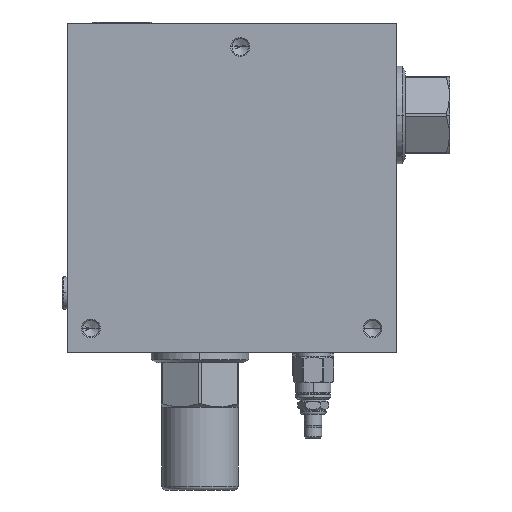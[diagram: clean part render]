
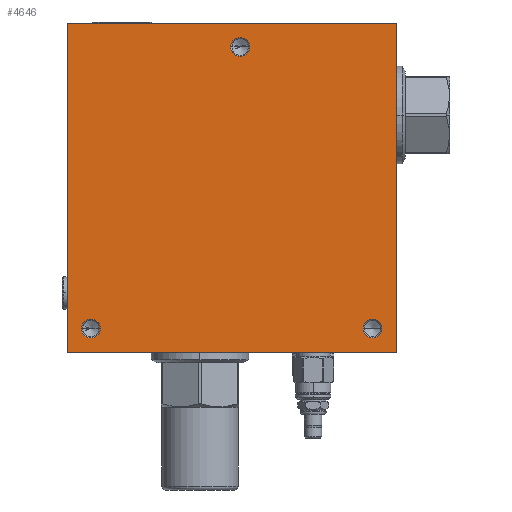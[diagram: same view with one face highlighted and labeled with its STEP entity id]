
A CAD part, left-side view. The second image highlights one B-rep face of the part: STEP entity #4646.
In plain terms, the highlighted planar face has unit normal (-1, 0, 0).
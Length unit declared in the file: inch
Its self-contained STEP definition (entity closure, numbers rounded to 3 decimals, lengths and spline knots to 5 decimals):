
#1=DIRECTION('',(0.,-1.,0.));
#2=VECTOR('',#1,6.938);
#3=CARTESIAN_POINT('',(0.,0.,0.));
#4=LINE('',#3,#2);
#47=DIRECTION('',(0.,0.,1.));
#48=VECTOR('',#47,6.938);
#49=CARTESIAN_POINT('',(0.,0.,0.));
#50=LINE('',#49,#48);
#51=CARTESIAN_POINT('',(0.,-3.649,6.438));
#52=DIRECTION('',(1.,0.,0.));
#53=DIRECTION('',(0.,1.,0.));
#54=AXIS2_PLACEMENT_3D('',#51,#52,#53);
#56=CARTESIAN_POINT('',(0.,-3.649,6.438));
#57=DIRECTION('',(1.,0.,0.));
#58=DIRECTION('',(0.,-1.,0.));
#59=AXIS2_PLACEMENT_3D('',#56,#57,#58);
#61=CARTESIAN_POINT('',(0.,-6.438,0.5));
#62=DIRECTION('',(1.,0.,0.));
#63=DIRECTION('',(0.,1.,0.));
#64=AXIS2_PLACEMENT_3D('',#61,#62,#63);
#66=CARTESIAN_POINT('',(0.,-6.438,0.5));
#67=DIRECTION('',(1.,0.,0.));
#68=DIRECTION('',(0.,-1.,0.));
#69=AXIS2_PLACEMENT_3D('',#66,#67,#68);
#71=CARTESIAN_POINT('',(0.,-0.5,0.5));
#72=DIRECTION('',(1.,0.,0.));
#73=DIRECTION('',(0.,1.,0.));
#74=AXIS2_PLACEMENT_3D('',#71,#72,#73);
#76=CARTESIAN_POINT('',(0.,-0.5,0.5));
#77=DIRECTION('',(1.,0.,0.));
#78=DIRECTION('',(0.,-1.,0.));
#79=AXIS2_PLACEMENT_3D('',#76,#77,#78);
#139=DIRECTION('',(0.,0.,1.));
#140=VECTOR('',#139,6.938);
#141=CARTESIAN_POINT('',(0.,-6.938,0.));
#142=LINE('',#141,#140);
#163=DIRECTION('',(0.,-1.,0.));
#164=VECTOR('',#163,6.938);
#165=CARTESIAN_POINT('',(0.,0.,6.938));
#166=LINE('',#165,#164);
#3997=CARTESIAN_POINT('',(0.,0.,0.));
#3998=CARTESIAN_POINT('',(0.,-6.938,0.));
#3999=VERTEX_POINT('',#3997);
#4000=VERTEX_POINT('',#3998);
#4005=CARTESIAN_POINT('',(0.,0.,6.938));
#4006=CARTESIAN_POINT('',(0.,-6.938,6.938));
#4007=VERTEX_POINT('',#4005);
#4008=VERTEX_POINT('',#4006);
#4474=CARTESIAN_POINT('',(0.,-3.4505,6.438));
#4476=VERTEX_POINT('',#4474);
#4478=CARTESIAN_POINT('',(0.,-3.8475,6.438));
#4480=VERTEX_POINT('',#4478);
#4488=CARTESIAN_POINT('',(0.,-6.2395,0.5));
#4490=VERTEX_POINT('',#4488);
#4492=CARTESIAN_POINT('',(0.,-6.6365,0.5));
#4494=VERTEX_POINT('',#4492);
#4502=CARTESIAN_POINT('',(0.,-0.3015,0.5));
#4504=VERTEX_POINT('',#4502);
#4506=CARTESIAN_POINT('',(0.,-0.6985,0.5));
#4508=VERTEX_POINT('',#4506);
#4614=CARTESIAN_POINT('',(0.,0.,0.));
#4615=DIRECTION('',(-1.,0.,0.));
#4616=DIRECTION('',(0.,-1.,0.));
#4617=AXIS2_PLACEMENT_3D('',#4614,#4615,#4616);
#4618=PLANE('',#4617);
#4619=ORIENTED_EDGE('',*,*,#4585,.F.);
#4621=ORIENTED_EDGE('',*,*,#4620,.T.);
#4623=ORIENTED_EDGE('',*,*,#4622,.T.);
#4625=ORIENTED_EDGE('',*,*,#4624,.F.);
#4626=EDGE_LOOP('',(#4619,#4621,#4623,#4625));
#4627=FACE_OUTER_BOUND('',#4626,.F.);
#4629=ORIENTED_EDGE('',*,*,#4628,.F.);
#4631=ORIENTED_EDGE('',*,*,#4630,.F.);
#4632=EDGE_LOOP('',(#4629,#4631));
#4633=FACE_BOUND('',#4632,.F.);
#4635=ORIENTED_EDGE('',*,*,#4634,.F.);
#4637=ORIENTED_EDGE('',*,*,#4636,.F.);
#4638=EDGE_LOOP('',(#4635,#4637));
#4639=FACE_BOUND('',#4638,.F.);
#4641=ORIENTED_EDGE('',*,*,#4640,.F.);
#4643=ORIENTED_EDGE('',*,*,#4642,.F.);
#4644=EDGE_LOOP('',(#4641,#4643));
#4645=FACE_BOUND('',#4644,.F.);
#4646=ADVANCED_FACE('',(#4627,#4633,#4639,#4645),#4618,.T.);
#55=CIRCLE('',#54,0.1985);
#60=CIRCLE('',#59,0.1985);
#65=CIRCLE('',#64,0.1985);
#70=CIRCLE('',#69,0.1985);
#75=CIRCLE('',#74,0.1985);
#80=CIRCLE('',#79,0.1985);
#4585=EDGE_CURVE('',#3999,#4000,#4,.T.);
#4620=EDGE_CURVE('',#3999,#4007,#50,.T.);
#4622=EDGE_CURVE('',#4007,#4008,#166,.T.);
#4624=EDGE_CURVE('',#4000,#4008,#142,.T.);
#4628=EDGE_CURVE('',#4476,#4480,#55,.T.);
#4630=EDGE_CURVE('',#4480,#4476,#60,.T.);
#4634=EDGE_CURVE('',#4490,#4494,#65,.T.);
#4636=EDGE_CURVE('',#4494,#4490,#70,.T.);
#4640=EDGE_CURVE('',#4504,#4508,#75,.T.);
#4642=EDGE_CURVE('',#4508,#4504,#80,.T.);
